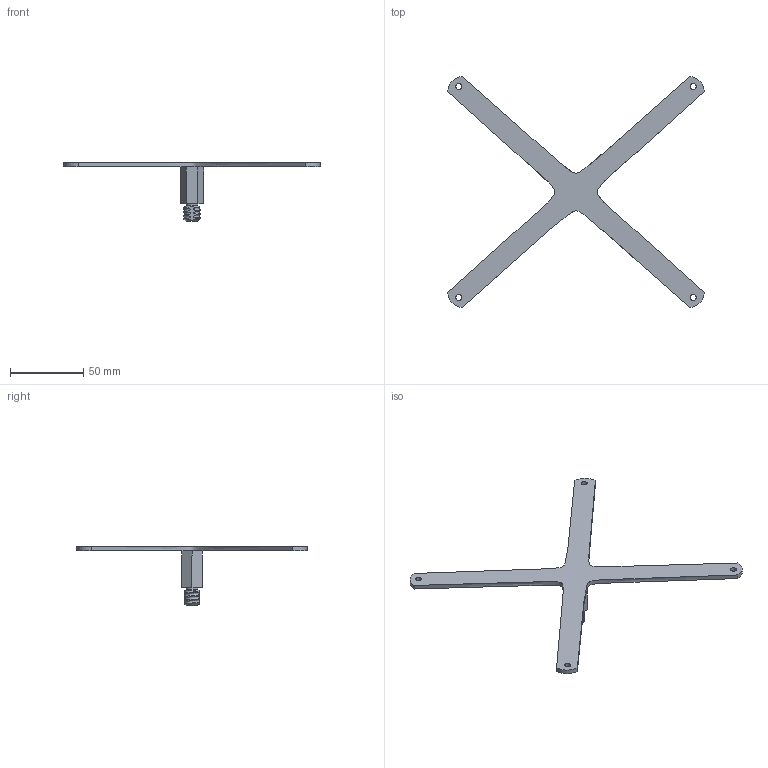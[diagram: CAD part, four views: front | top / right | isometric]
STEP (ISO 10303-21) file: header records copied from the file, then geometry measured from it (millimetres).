
FILE_DESCRIPTION(/* description */ (''),/* implementation_level */ '2;1');
FILE_NAME(/* name */ 'Nastavak za gradiometar.step',/* time_stamp */ '2024-05-15T20:51:03+02:00',/* author */ (''),/* organization */ (''),/* preprocessor_version */ 'ST-DEVELOPER v20',/* originating_system */ 'Autodesk Translation Framework v12.20.1.177',/* authorisation */ '');
FILE_SCHEMA (('AUTOMOTIVE_DESIGN { 1 0 10303 214 3 1 1 }'));
Length unit declared in the file: millimetre
Products named in the file (3): Nastavak za gradiometar; Vijak v1; gotova_komponenta
Assembly tree (2 placements, depth 2):
  Nastavak za gradiometar
    Vijak v1
    gotova_komponenta
Bounding box: 174.87 x 157.38 x 40.2 mm (x, y, z)
Volume: 23592.9 mm3; surface area: 17337.2 mm2
Topology: 2 solids, 2 shells, 53 faces, 140 edges, 93 vertices
Faces by surface type: plane 20, cylinder 16, bspline 13, cone 4
Full cylindrical faces by diameter (mm): 4 x4, 8 x1
Entity records: 3000 total; most frequent: CARTESIAN_POINT 1724, ORIENTED_EDGE 280, DIRECTION 200, EDGE_CURVE 140, VERTEX_POINT 93, AXIS2_PLACEMENT_3D 68, LINE 64, VECTOR 64
